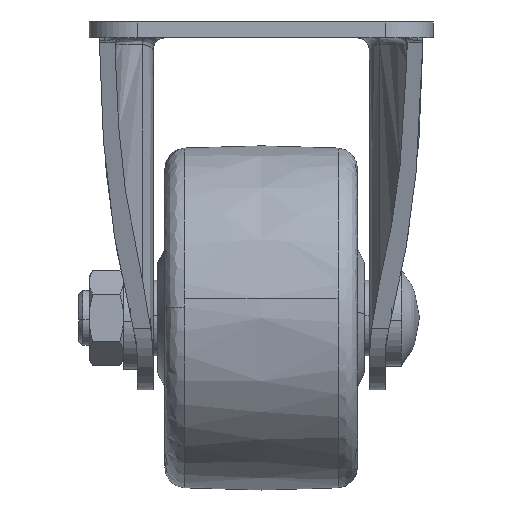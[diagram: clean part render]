
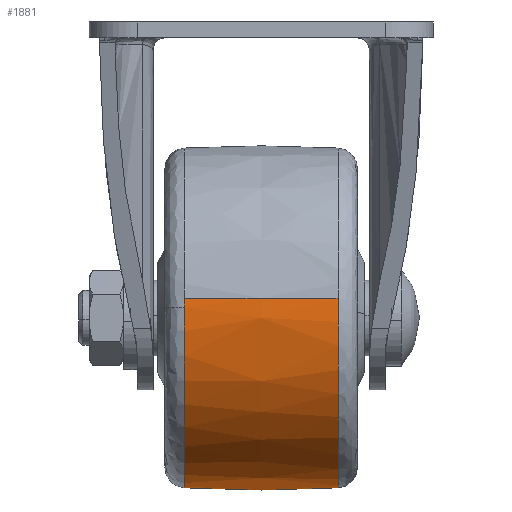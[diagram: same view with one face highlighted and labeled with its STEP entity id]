
A CAD part, left-side view. The second image highlights one B-rep face of the part: STEP entity #1881.
In plain terms, the highlighted free-form (B-spline) face has degree [2, 2] with [3, 9] control points.
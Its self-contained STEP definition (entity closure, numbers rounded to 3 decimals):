
#1409=CARTESIAN_POINT('',(-24.639,11.168,-41.45));
#1410=VERTEX_POINT('',#1409);
#1424=CARTESIAN_POINT('',(-24.523,11.168,-40.149));
#1425=VERTEX_POINT('',#1424);
#1426=CARTESIAN_POINT('',(-24.523,11.168,-40.149));
#1427=CARTESIAN_POINT('',(-24.598,11.168,-40.798));
#1428=CARTESIAN_POINT('',(-24.639,11.168,-41.45));
#1436=(BOUNDED_CURVE()B_SPLINE_CURVE(2,(#1426,#1427,#1428),.UNSPECIFIED.,.F.,.U.)B_SPLINE_CURVE_WITH_KNOTS((3,3),(0.73,0.739),.UNSPECIFIED.)CURVE()GEOMETRIC_REPRESENTATION_ITEM()RATIONAL_B_SPLINE_CURVE((0.957,0.966,0.975))REPRESENTATION_ITEM(''));
#1437=EDGE_CURVE('',#1425,#1410,#1436,.T.);
#1439=CARTESIAN_POINT('',(0.0,11.168,-18.312));
#1440=VERTEX_POINT('',#1439);
#1454=CARTESIAN_POINT('',(24.51,11.168,-45.957));
#1455=VERTEX_POINT('',#1454);
#1456=CARTESIAN_POINT('',(24.51,11.168,-45.957));
#1457=CARTESIAN_POINT('',(24.688,11.168,-44.484));
#1458=CARTESIAN_POINT('',(24.688,11.168,-43.));
#1459=CARTESIAN_POINT('',(24.688,11.168,-18.312));
#1460=CARTESIAN_POINT('',(0.0,11.168,-18.312));
#1468=(BOUNDED_CURVE()B_SPLINE_CURVE(2,(#1456,#1457,#1458,#1459,#1460),.UNSPECIFIED.,.F.,.U.)B_SPLINE_CURVE_WITH_KNOTS((3,2,3),(0.229,0.25,0.5),.UNSPECIFIED.)CURVE()GEOMETRIC_REPRESENTATION_ITEM()RATIONAL_B_SPLINE_CURVE((0.955,0.976,1.0,0.707,1.0))REPRESENTATION_ITEM(''));
#1469=EDGE_CURVE('',#1455,#1440,#1468,.T.);
#1526=CARTESIAN_POINT('',(0.0,11.168,-67.688));
#1527=VERTEX_POINT('',#1526);
#1528=CARTESIAN_POINT('',(0.0,11.168,-67.688));
#1529=CARTESIAN_POINT('',(21.889,11.168,-67.688));
#1530=CARTESIAN_POINT('',(24.51,11.168,-45.957));
#1538=(BOUNDED_CURVE()B_SPLINE_CURVE(2,(#1528,#1529,#1530),.UNSPECIFIED.,.F.,.U.)B_SPLINE_CURVE_WITH_KNOTS((3,3),(0.0,0.229),.UNSPECIFIED.)CURVE()GEOMETRIC_REPRESENTATION_ITEM()RATIONAL_B_SPLINE_CURVE((1.0,0.731,0.955))REPRESENTATION_ITEM(''));
#1539=EDGE_CURVE('',#1527,#1455,#1538,.T.);
#1541=CARTESIAN_POINT('',(-24.639,11.168,-41.45));
#1542=CARTESIAN_POINT('',(-24.688,11.168,-42.224));
#1543=CARTESIAN_POINT('',(-24.688,11.168,-43.0));
#1544=CARTESIAN_POINT('',(-24.688,11.168,-67.688));
#1545=CARTESIAN_POINT('',(0.0,11.168,-67.688));
#1553=(BOUNDED_CURVE()B_SPLINE_CURVE(2,(#1541,#1542,#1543,#1544,#1545),.UNSPECIFIED.,.F.,.U.)B_SPLINE_CURVE_WITH_KNOTS((3,2,3),(0.739,0.75,1.0),.UNSPECIFIED.)CURVE()GEOMETRIC_REPRESENTATION_ITEM()RATIONAL_B_SPLINE_CURVE((0.975,0.987,1.0,0.707,1.0))REPRESENTATION_ITEM(''));
#1554=EDGE_CURVE('',#1410,#1527,#1553,.T.);
#1598=CARTESIAN_POINT('',(6.68,-11.168,-66.767));
#1599=VERTEX_POINT('',#1598);
#1600=CARTESIAN_POINT('',(24.67,-11.168,-42.07));
#1601=VERTEX_POINT('',#1600);
#1602=CARTESIAN_POINT('',(6.68,-11.168,-66.767));
#1603=CARTESIAN_POINT('',(24.688,-11.168,-61.706));
#1604=CARTESIAN_POINT('',(24.688,-11.168,-43.));
#1605=CARTESIAN_POINT('',(24.688,-11.168,-42.535));
#1606=CARTESIAN_POINT('',(24.67,-11.168,-42.07));
#1614=(BOUNDED_CURVE()B_SPLINE_CURVE(2,(#1602,#1603,#1604,#1605,#1606),.UNSPECIFIED.,.F.,.U.)B_SPLINE_CURVE_WITH_KNOTS((3,2,3),(0.046,0.25,0.257),.UNSPECIFIED.)CURVE()GEOMETRIC_REPRESENTATION_ITEM()RATIONAL_B_SPLINE_CURVE((0.912,0.761,1.0,0.992,0.985))REPRESENTATION_ITEM(''));
#1615=EDGE_CURVE('',#1599,#1601,#1614,.T.);
#1700=CARTESIAN_POINT('',(0.0,-11.168,-67.688));
#1701=VERTEX_POINT('',#1700);
#1702=CARTESIAN_POINT('',(0.0,-11.168,-67.688));
#1703=CARTESIAN_POINT('',(3.403,-11.168,-67.688));
#1704=CARTESIAN_POINT('',(6.68,-11.168,-66.767));
#1712=(BOUNDED_CURVE()B_SPLINE_CURVE(2,(#1702,#1703,#1704),.UNSPECIFIED.,.F.,.U.)B_SPLINE_CURVE_WITH_KNOTS((3,3),(0.0,0.046),.UNSPECIFIED.)CURVE()GEOMETRIC_REPRESENTATION_ITEM()RATIONAL_B_SPLINE_CURVE((1.0,0.946,0.912))REPRESENTATION_ITEM(''));
#1713=EDGE_CURVE('',#1701,#1599,#1712,.T.);
#1762=CARTESIAN_POINT('',(0.0,-11.168,-18.312));
#1763=VERTEX_POINT('',#1762);
#1764=CARTESIAN_POINT('',(24.67,-11.168,-42.07));
#1765=CARTESIAN_POINT('',(23.774,-11.168,-18.312));
#1766=CARTESIAN_POINT('',(0.0,-11.168,-18.312));
#1774=(BOUNDED_CURVE()B_SPLINE_CURVE(2,(#1764,#1765,#1766),.UNSPECIFIED.,.F.,.U.)B_SPLINE_CURVE_WITH_KNOTS((3,3),(0.257,0.5),.UNSPECIFIED.)CURVE()GEOMETRIC_REPRESENTATION_ITEM()RATIONAL_B_SPLINE_CURVE((0.985,0.715,1.0))REPRESENTATION_ITEM(''));
#1775=EDGE_CURVE('',#1601,#1763,#1774,.T.);
#1777=CARTESIAN_POINT('',(-24.523,-11.168,-40.149));
#1778=VERTEX_POINT('',#1777);
#1792=CARTESIAN_POINT('',(-24.523,-11.168,-40.149));
#1793=CARTESIAN_POINT('',(-24.688,-11.168,-41.57));
#1794=CARTESIAN_POINT('',(-24.688,-11.168,-43.0));
#1795=CARTESIAN_POINT('',(-24.688,-11.168,-67.688));
#1796=CARTESIAN_POINT('',(0.0,-11.168,-67.688));
#1804=(BOUNDED_CURVE()B_SPLINE_CURVE(2,(#1792,#1793,#1794,#1795,#1796),.UNSPECIFIED.,.F.,.U.)B_SPLINE_CURVE_WITH_KNOTS((3,2,3),(0.73,0.75,1.0),.UNSPECIFIED.)CURVE()GEOMETRIC_REPRESENTATION_ITEM()RATIONAL_B_SPLINE_CURVE((0.957,0.977,1.0,0.707,1.0))REPRESENTATION_ITEM(''));
#1805=EDGE_CURVE('',#1778,#1701,#1804,.T.);
#1810=CARTESIAN_POINT('',(-24.458,-12.281,-40.157));
#1811=CARTESIAN_POINT('',(-25.208,0.,-40.07));
#1812=CARTESIAN_POINT('',(-24.458,12.281,-40.157));
#1813=CARTESIAN_POINT('',(-24.623,-12.281,-41.574));
#1814=CARTESIAN_POINT('',(-25.378,0.,-41.53));
#1815=CARTESIAN_POINT('',(-24.623,12.281,-41.574));
#1816=CARTESIAN_POINT('',(-24.623,-12.281,-43.));
#1817=CARTESIAN_POINT('',(-25.378,0.,-43.0));
#1818=CARTESIAN_POINT('',(-24.623,12.281,-43.0));
#1819=CARTESIAN_POINT('',(-24.623,-12.281,-67.623));
#1820=CARTESIAN_POINT('',(-25.378,0.,-68.378));
#1821=CARTESIAN_POINT('',(-24.623,12.281,-67.623));
#1822=CARTESIAN_POINT('',(0.0,-12.281,-67.623));
#1823=CARTESIAN_POINT('',(0.0,0.,-68.378));
#1824=CARTESIAN_POINT('',(0.0,12.281,-67.623));
#1825=CARTESIAN_POINT('',(24.623,-12.281,-67.623));
#1826=CARTESIAN_POINT('',(25.378,0.,-68.378));
#1827=CARTESIAN_POINT('',(24.623,12.281,-67.623));
#1828=CARTESIAN_POINT('',(24.623,-12.281,-43.));
#1829=CARTESIAN_POINT('',(25.378,0.,-43.0));
#1830=CARTESIAN_POINT('',(24.623,12.281,-43.0));
#1831=CARTESIAN_POINT('',(24.623,-12.281,-18.377));
#1832=CARTESIAN_POINT('',(25.378,0.,-17.622));
#1833=CARTESIAN_POINT('',(24.623,12.281,-18.377));
#1834=CARTESIAN_POINT('',(0.0,-12.281,-18.377));
#1835=CARTESIAN_POINT('',(0.0,0.,-17.622));
#1836=CARTESIAN_POINT('',(0.0,12.281,-18.377));
#1844=(BOUNDED_SURFACE()B_SPLINE_SURFACE(2,2,((#1810,#1813,#1816,#1819,#1822,#1825,#1828,#1831,#1834),(#1811,#1814,#1817,#1820,#1823,#1826,#1829,#1832,#1835),(#1812,#1815,#1818,#1821,#1824,#1827,#1830,#1833,#1836)),.UNSPECIFIED.,.F.,.F.,.U.)B_SPLINE_SURFACE_WITH_KNOTS((3,3),(3,2,2,2,3),(0.0,24.585),(0.0,3.314,44.735,86.156,127.578),.UNSPECIFIED.)GEOMETRIC_REPRESENTATION_ITEM()RATIONAL_B_SPLINE_SURFACE(((0.898,0.916,0.938,0.664,0.938,0.664,0.938,0.664,0.938),(0.896,0.915,0.937,0.662,0.937,0.662,0.937,0.662,0.937),(0.898,0.916,0.938,0.664,0.938,0.664,0.938,0.664,0.938)))REPRESENTATION_ITEM('')SURFACE());
#1845=ORIENTED_EDGE('',*,*,#1437,.T.);
#1846=ORIENTED_EDGE('',*,*,#1554,.T.);
#1847=ORIENTED_EDGE('',*,*,#1539,.T.);
#1848=ORIENTED_EDGE('',*,*,#1469,.T.);
#1849=CARTESIAN_POINT('',(0.0,-11.168,-18.312));
#1850=CARTESIAN_POINT('',(0.0,0.,-17.687));
#1851=CARTESIAN_POINT('',(0.0,11.168,-18.312));
#1859=(BOUNDED_CURVE()B_SPLINE_CURVE(2,(#1849,#1850,#1851),.UNSPECIFIED.,.F.,.U.)B_SPLINE_CURVE_WITH_KNOTS((3,3),(0.446,0.554),.UNSPECIFIED.)CURVE()GEOMETRIC_REPRESENTATION_ITEM()RATIONAL_B_SPLINE_CURVE((0.938,0.937,0.938))REPRESENTATION_ITEM(''));
#1860=EDGE_CURVE('',#1763,#1440,#1859,.T.);
#1861=ORIENTED_EDGE('',*,*,#1860,.F.);
#1862=ORIENTED_EDGE('',*,*,#1775,.F.);
#1863=ORIENTED_EDGE('',*,*,#1615,.F.);
#1864=ORIENTED_EDGE('',*,*,#1713,.F.);
#1865=ORIENTED_EDGE('',*,*,#1805,.F.);
#1866=CARTESIAN_POINT('',(-24.523,-11.168,-40.149));
#1867=CARTESIAN_POINT('',(-25.143,0.,-40.077));
#1868=CARTESIAN_POINT('',(-24.523,11.168,-40.149));
#1876=(BOUNDED_CURVE()B_SPLINE_CURVE(2,(#1866,#1867,#1868),.UNSPECIFIED.,.F.,.U.)B_SPLINE_CURVE_WITH_KNOTS((3,3),(0.446,0.554),.UNSPECIFIED.)CURVE()GEOMETRIC_REPRESENTATION_ITEM()RATIONAL_B_SPLINE_CURVE((0.898,0.896,0.898))REPRESENTATION_ITEM(''));
#1877=EDGE_CURVE('',#1778,#1425,#1876,.T.);
#1878=ORIENTED_EDGE('',*,*,#1877,.T.);
#1879=EDGE_LOOP('',(#1845,#1846,#1847,#1848,#1861,#1862,#1863,#1864,#1865,#1878));
#1880=FACE_OUTER_BOUND('',#1879,.T.);
#1881=ADVANCED_FACE('',(#1880),#1844,.T.);
